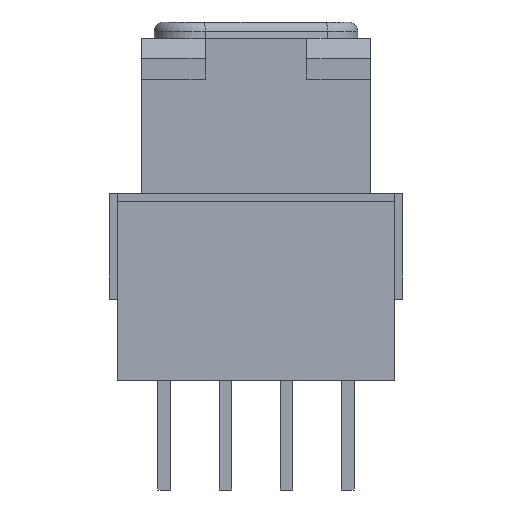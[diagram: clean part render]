
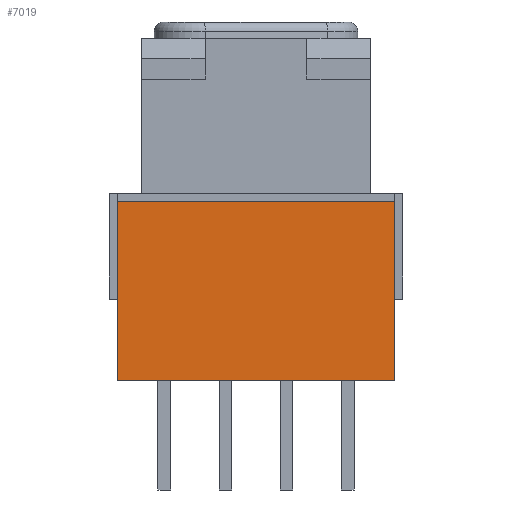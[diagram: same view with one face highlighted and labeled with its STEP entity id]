
A CAD part, left-side view. The second image highlights one B-rep face of the part: STEP entity #7019.
In plain terms, the highlighted planar face has unit normal (-1, 0, 0).
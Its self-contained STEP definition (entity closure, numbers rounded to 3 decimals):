
#335=FACE_OUTER_BOUND($,#786,.T.);
#786=EDGE_LOOP($,(#5268,#5269,#5270,#5271));
#1423=LINE($,#10644,#2343);
#1426=LINE($,#10650,#2346);
#1427=LINE($,#10652,#2347);
#1428=LINE($,#10653,#2348);
#2343=VECTOR($,#8694,5.588);
#2346=VECTOR($,#8699,8.636);
#2347=VECTOR($,#8700,5.588);
#2348=VECTOR($,#8701,8.636);
#3160=VERTEX_POINT($,#10641);
#3161=VERTEX_POINT($,#10643);
#3163=VERTEX_POINT($,#10649);
#3164=VERTEX_POINT($,#10651);
#3929=EDGE_CURVE($,#3161,#3160,#1423,.T.);
#3932=EDGE_CURVE($,#3160,#3163,#1426,.T.);
#3933=EDGE_CURVE($,#3164,#3163,#1427,.T.);
#3934=EDGE_CURVE($,#3164,#3161,#1428,.T.);
#5268=ORIENTED_EDGE($,*,*,#3929,.T.);
#5269=ORIENTED_EDGE($,*,*,#3932,.T.);
#5270=ORIENTED_EDGE($,*,*,#3933,.F.);
#5271=ORIENTED_EDGE($,*,*,#3934,.T.);
#6576=PLANE($,#7618);
#7019=ADVANCED_FACE($,(#335),#6576,.T.);
#7618=AXIS2_PLACEMENT_3D($,#10648,#8697,#8698);
#8694=DIRECTION($,(0.,0.,-1.));
#8697=DIRECTION('center_axis',(-1.,0.,0.));
#8698=DIRECTION('ref_axis',(0.,-1.,0.));
#8699=DIRECTION($,(0.,-1.,0.));
#8700=DIRECTION($,(0.,0.,-1.));
#8701=DIRECTION($,(0.,1.,0.));
#10641=CARTESIAN_POINT('',(-18.542,4.318,0.));
#10643=CARTESIAN_POINT('',(-18.542,4.318,5.588));
#10644=CARTESIAN_POINT($,(-18.542,4.318,5.588));
#10648=CARTESIAN_POINT('Origin',(-18.542,-4.75,5.867));
#10649=CARTESIAN_POINT('',(-18.542,-4.318,0.));
#10650=CARTESIAN_POINT($,(-18.542,4.318,0.));
#10651=CARTESIAN_POINT('',(-18.542,-4.318,5.588));
#10652=CARTESIAN_POINT($,(-18.542,-4.318,5.588));
#10653=CARTESIAN_POINT($,(-18.542,-4.318,5.588));
